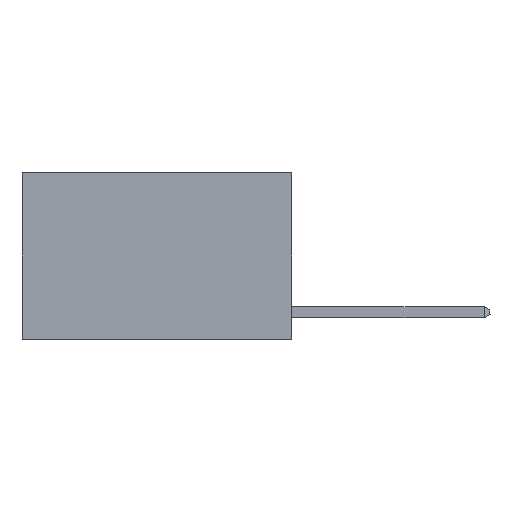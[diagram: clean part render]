
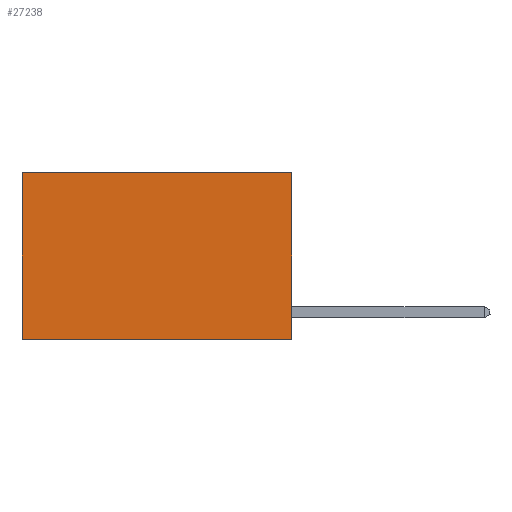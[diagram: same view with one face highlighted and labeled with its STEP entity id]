
A CAD part, left-side view. The second image highlights one B-rep face of the part: STEP entity #27238.
In plain terms, the highlighted planar face has unit normal (-1, 0, 0).
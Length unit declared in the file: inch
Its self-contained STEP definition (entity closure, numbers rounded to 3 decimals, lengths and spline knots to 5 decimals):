
#228 = CARTESIAN_POINT ( 'NONE',  ( 0.2625, 0., 0. ) ) ;
#253 = CARTESIAN_POINT ( 'NONE',  ( 0.2625, 0.6, 0. ) ) ;
#473 = EDGE_CURVE ( 'NONE', #14393, #20110, #25533, .T. ) ;
#1629 = VECTOR ( 'NONE', #20522, 39.37008 ) ;
#2723 = AXIS2_PLACEMENT_3D ( 'NONE', #9842, #14498, #5754 ) ;
#3676 = VECTOR ( 'NONE', #26391, 39.37008 ) ;
#5236 = ORIENTED_EDGE ( 'NONE', *, *, #473, .F. ) ;
#5754 = DIRECTION ( 'NONE',  ( 0., 0., -1. ) ) ;
#6696 = CARTESIAN_POINT ( 'NONE',  ( 0.2625, 0.6, -0.37 ) ) ;
#8459 = ORIENTED_EDGE ( 'NONE', *, *, #26469, .F. ) ;
#9202 = CARTESIAN_POINT ( 'NONE',  ( 0.2625, 0., 0. ) ) ;
#9842 = CARTESIAN_POINT ( 'NONE',  ( 0.2625, 0., 0. ) ) ;
#10219 = CARTESIAN_POINT ( 'NONE',  ( 0.2625, 0., -0.37 ) ) ;
#11237 = VECTOR ( 'NONE', #13188, 39.37008 ) ;
#13188 = DIRECTION ( 'NONE',  ( 0., 0., -1. ) ) ;
#13408 = ORIENTED_EDGE ( 'NONE', *, *, #15624, .T. ) ;
#13999 = CARTESIAN_POINT ( 'NONE',  ( 0.2625, 0., 0. ) ) ;
#14393 = VERTEX_POINT ( 'NONE', #13999 ) ;
#14498 = DIRECTION ( 'NONE',  ( 1., 0., 0. ) ) ;
#15071 = CARTESIAN_POINT ( 'NONE',  ( 0.2625, 0., -0.37 ) ) ;
#15624 = EDGE_CURVE ( 'NONE', #26621, #25219, #15885, .T. ) ;
#15712 = CARTESIAN_POINT ( 'NONE',  ( 0.2625, 0.6, 0. ) ) ;
#15885 = LINE ( 'NONE', #253, #3676 ) ;
#16597 = PLANE ( 'NONE',  #2723 ) ;
#18941 = DIRECTION ( 'NONE',  ( 0., 1., 0. ) ) ;
#19330 = VECTOR ( 'NONE', #18941, 39.37008 ) ;
#19852 = EDGE_CURVE ( 'NONE', #14393, #26621, #22246, .T. ) ;
#20110 = VERTEX_POINT ( 'NONE', #15071 ) ;
#20522 = DIRECTION ( 'NONE',  ( 0., 1., 0. ) ) ;
#20952 = EDGE_LOOP ( 'NONE', ( #13408, #8459, #5236, #26834 ) ) ;
#22246 = LINE ( 'NONE', #9202, #1629 ) ;
#25016 = FACE_OUTER_BOUND ( 'NONE', #20952, .T. ) ;
#25219 = VERTEX_POINT ( 'NONE', #6696 ) ;
#25533 = LINE ( 'NONE', #228, #11237 ) ;
#26391 = DIRECTION ( 'NONE',  ( 0., 0., -1. ) ) ;
#26469 = EDGE_CURVE ( 'NONE', #20110, #25219, #27340, .T. ) ;
#26621 = VERTEX_POINT ( 'NONE', #15712 ) ;
#26834 = ORIENTED_EDGE ( 'NONE', *, *, #19852, .T. ) ;
#27238 = ADVANCED_FACE ( 'NONE', ( #25016 ), #16597, .F. ) ;
#27340 = LINE ( 'NONE', #10219, #19330 ) ;
